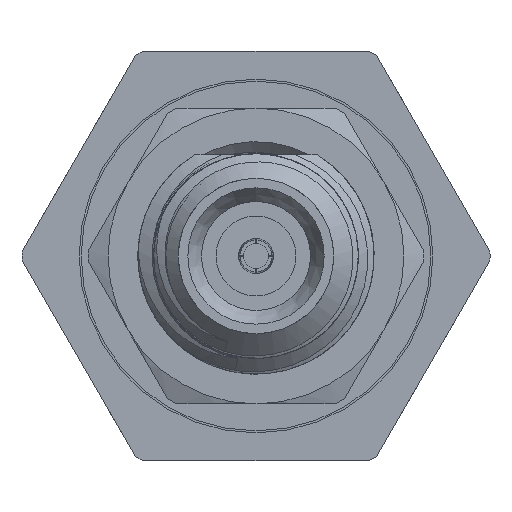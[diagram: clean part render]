
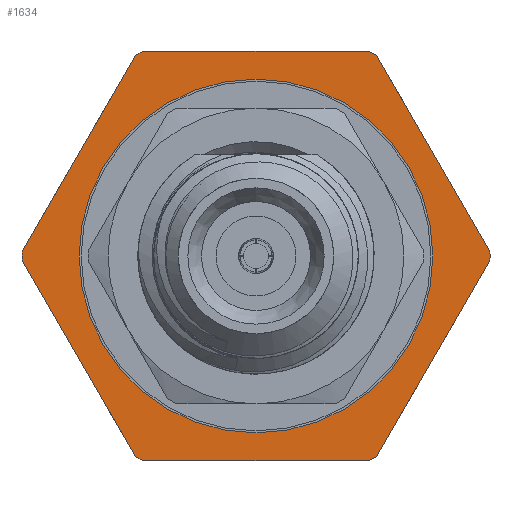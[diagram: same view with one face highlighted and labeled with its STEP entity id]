
A CAD part, left-side view. The second image highlights one B-rep face of the part: STEP entity #1634.
In plain terms, the highlighted planar face has unit normal (-1, 0, 0).
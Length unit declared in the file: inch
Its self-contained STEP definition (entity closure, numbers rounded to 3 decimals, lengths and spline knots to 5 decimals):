
#22 = CARTESIAN_POINT ( 'NONE',  ( 0.64743, 0.1871, -0.21654 ) ) ;
#110 = ORIENTED_EDGE ( 'NONE', *, *, #2307, .T. ) ;
#283 = LINE ( 'NONE', #439, #8214 ) ;
#313 = CARTESIAN_POINT ( 'NONE',  ( 0.64743, 0.12009, -0.21654 ) ) ;
#387 = ORIENTED_EDGE ( 'NONE', *, *, #977, .F. ) ;
#439 = CARTESIAN_POINT ( 'NONE',  ( 0.64743, -0.14075, -0.18928 ) ) ;
#453 = DIRECTION ( 'NONE',  ( 0., 0., 1. ) ) ;
#977 = EDGE_CURVE ( 'NONE', #14760, #11512, #10515, .T. ) ;
#1351 = AXIS2_PLACEMENT_3D ( 'NONE', #6554, #4033, #2020 ) ;
#1478 = CARTESIAN_POINT ( 'NONE',  ( 0.64743, 0., 0. ) ) ;
#1529 = CARTESIAN_POINT ( 'NONE',  ( 0.64743, 0.24757, -0.00427 ) ) ;
#1539 = CARTESIAN_POINT ( 'NONE',  ( 0.64743, 0., 0.1871 ) ) ;
#1601 = DIRECTION ( 'NONE',  ( 0., 1., 0. ) ) ;
#1634 = ADVANCED_FACE ( 'NONE', ( #15004, #7847 ), #9144, .F. ) ;
#1636 = DIRECTION ( 'NONE',  ( -1., 0., 0. ) ) ;
#1673 = CARTESIAN_POINT ( 'NONE',  ( 0.64743, 0.24757, 0.00427 ) ) ;
#1748 = ORIENTED_EDGE ( 'NONE', *, *, #3137, .T. ) ;
#1916 = ORIENTED_EDGE ( 'NONE', *, *, #8669, .F. ) ;
#1947 = CARTESIAN_POINT ( 'NONE',  ( 0.64743, -0.24757, -0.00427 ) ) ;
#2020 = DIRECTION ( 'NONE',  ( 0., 0., 1. ) ) ;
#2307 = EDGE_CURVE ( 'NONE', #8278, #12264, #6962, .T. ) ;
#2368 = CARTESIAN_POINT ( 'NONE',  ( 0.64743, -0.12009, 0.21654 ) ) ;
#2704 = ORIENTED_EDGE ( 'NONE', *, *, #12034, .T. ) ;
#2843 = CARTESIAN_POINT ( 'NONE',  ( 0.64743, -0.12748, -0.21226 ) ) ;
#2852 = VERTEX_POINT ( 'NONE', #5933 ) ;
#3037 = AXIS2_PLACEMENT_3D ( 'NONE', #7005, #13791, #3326 ) ;
#3137 = EDGE_CURVE ( 'NONE', #14760, #10390, #4764, .T. ) ;
#3171 = ORIENTED_EDGE ( 'NONE', *, *, #9235, .F. ) ;
#3326 = DIRECTION ( 'NONE',  ( 0., 0., -1. ) ) ;
#3654 = DIRECTION ( 'NONE',  ( 0., 0.5, -0.866 ) ) ;
#3764 = DIRECTION ( 'NONE',  ( 0., 0., 1. ) ) ;
#3784 = AXIS2_PLACEMENT_3D ( 'NONE', #1478, #1636, #4014 ) ;
#3823 = ORIENTED_EDGE ( 'NONE', *, *, #4212, .T. ) ;
#3846 = EDGE_CURVE ( 'NONE', #13381, #2852, #4992, .T. ) ;
#3957 = DIRECTION ( 'NONE',  ( -1., 0., 0. ) ) ;
#4005 = DIRECTION ( 'NONE',  ( 0., -0.5, -0.866 ) ) ;
#4014 = DIRECTION ( 'NONE',  ( 0., 0., 1. ) ) ;
#4033 = DIRECTION ( 'NONE',  ( -1., 0., 0. ) ) ;
#4048 = ORIENTED_EDGE ( 'NONE', *, *, #13086, .T. ) ;
#4212 = EDGE_CURVE ( 'NONE', #13381, #7744, #9935, .T. ) ;
#4228 = CARTESIAN_POINT ( 'NONE',  ( 0.64743, 0.12748, -0.21226 ) ) ;
#4561 = AXIS2_PLACEMENT_3D ( 'NONE', #5942, #3957, #6172 ) ;
#4562 = CARTESIAN_POINT ( 'NONE',  ( 0.64743, -0.24757, 0.00427 ) ) ;
#4764 = CIRCLE ( 'NONE', #8443, 0.2476 ) ;
#4982 = CARTESIAN_POINT ( 'NONE',  ( 0.64743, 0.12009, 0.21654 ) ) ;
#4990 = LINE ( 'NONE', #10961, #9425 ) ;
#4992 = LINE ( 'NONE', #14464, #7492 ) ;
#5167 = DIRECTION ( 'NONE',  ( 0., 0.5, 0.866 ) ) ;
#5318 = LINE ( 'NONE', #13483, #7706 ) ;
#5556 = CIRCLE ( 'NONE', #14078, 0.2476 ) ;
#5825 = EDGE_LOOP ( 'NONE', ( #7668 ) ) ;
#5933 = CARTESIAN_POINT ( 'NONE',  ( 0.64743, 0.12748, 0.21226 ) ) ;
#5942 = CARTESIAN_POINT ( 'NONE',  ( 0.64743, 0., 0. ) ) ;
#5965 = CARTESIAN_POINT ( 'NONE',  ( 0.64743, 0., 0. ) ) ;
#6130 = ORIENTED_EDGE ( 'NONE', *, *, #11819, .F. ) ;
#6146 = VERTEX_POINT ( 'NONE', #1539 ) ;
#6149 = CARTESIAN_POINT ( 'NONE',  ( 0.64743, -0.14075, 0.18928 ) ) ;
#6172 = DIRECTION ( 'NONE',  ( 0., 0., 1. ) ) ;
#6225 = LINE ( 'NONE', #6149, #11380 ) ;
#6554 = CARTESIAN_POINT ( 'NONE',  ( 0.64743, 0., 0. ) ) ;
#6962 = CIRCLE ( 'NONE', #7461, 0.2476 ) ;
#7005 = CARTESIAN_POINT ( 'NONE',  ( 0.64743, 0.1871, 0. ) ) ;
#7223 = CARTESIAN_POINT ( 'NONE',  ( 0.64743, 0., 0. ) ) ;
#7276 = CARTESIAN_POINT ( 'NONE',  ( 0.64743, 0., 0. ) ) ;
#7282 = DIRECTION ( 'NONE',  ( 0., 0., 1. ) ) ;
#7356 = DIRECTION ( 'NONE',  ( -1., 0., 0. ) ) ;
#7380 = DIRECTION ( 'NONE',  ( 0., -1., 0. ) ) ;
#7461 = AXIS2_PLACEMENT_3D ( 'NONE', #7223, #8604, #3764 ) ;
#7492 = VECTOR ( 'NONE', #8375, 39.37008 ) ;
#7668 = ORIENTED_EDGE ( 'NONE', *, *, #8620, .F. ) ;
#7706 = VECTOR ( 'NONE', #5167, 39.37008 ) ;
#7744 = VERTEX_POINT ( 'NONE', #1529 ) ;
#7847 = FACE_OUTER_BOUND ( 'NONE', #9346, .T. ) ;
#8214 = VECTOR ( 'NONE', #3654, 39.37008 ) ;
#8271 = CARTESIAN_POINT ( 'NONE',  ( 0.64743, 0., 0. ) ) ;
#8278 = VERTEX_POINT ( 'NONE', #1947 ) ;
#8375 = DIRECTION ( 'NONE',  ( 0., -0.5, 0.866 ) ) ;
#8424 = DIRECTION ( 'NONE',  ( 0., 0., 1. ) ) ;
#8443 = AXIS2_PLACEMENT_3D ( 'NONE', #5965, #7356, #7282 ) ;
#8604 = DIRECTION ( 'NONE',  ( -1., 0., 0. ) ) ;
#8620 = EDGE_CURVE ( 'NONE', #6146, #6146, #8927, .T. ) ;
#8669 = EDGE_CURVE ( 'NONE', #8931, #7744, #5318, .T. ) ;
#8927 = CIRCLE ( 'NONE', #3784, 0.1871 ) ;
#8931 = VERTEX_POINT ( 'NONE', #4228 ) ;
#9144 = PLANE ( 'NONE',  #3037 ) ;
#9235 = EDGE_CURVE ( 'NONE', #11551, #14877, #4990, .T. ) ;
#9340 = DIRECTION ( 'NONE',  ( -1., 0., 0. ) ) ;
#9346 = EDGE_LOOP ( 'NONE', ( #11034, #13614, #3823, #1916, #2704, #387, #1748, #6130, #110, #9646, #4048, #3171 ) ) ;
#9425 = VECTOR ( 'NONE', #7380, 39.37008 ) ;
#9646 = ORIENTED_EDGE ( 'NONE', *, *, #10879, .F. ) ;
#9935 = CIRCLE ( 'NONE', #12843, 0.2476 ) ;
#9937 = VECTOR ( 'NONE', #1601, 39.37008 ) ;
#10390 = VERTEX_POINT ( 'NONE', #2843 ) ;
#10515 = LINE ( 'NONE', #22, #9937 ) ;
#10715 = CARTESIAN_POINT ( 'NONE',  ( 0.64743, -0.12009, -0.21654 ) ) ;
#10879 = EDGE_CURVE ( 'NONE', #13428, #12264, #6225, .T. ) ;
#10961 = CARTESIAN_POINT ( 'NONE',  ( 0.64743, 0.1871, 0.21654 ) ) ;
#11034 = ORIENTED_EDGE ( 'NONE', *, *, #14766, .T. ) ;
#11149 = CIRCLE ( 'NONE', #4561, 0.2476 ) ;
#11380 = VECTOR ( 'NONE', #4005, 39.37008 ) ;
#11512 = VERTEX_POINT ( 'NONE', #313 ) ;
#11551 = VERTEX_POINT ( 'NONE', #4982 ) ;
#11819 = EDGE_CURVE ( 'NONE', #8278, #10390, #283, .T. ) ;
#12034 = EDGE_CURVE ( 'NONE', #8931, #11512, #13348, .T. ) ;
#12085 = DIRECTION ( 'NONE',  ( -1., 0., 0. ) ) ;
#12264 = VERTEX_POINT ( 'NONE', #4562 ) ;
#12843 = AXIS2_PLACEMENT_3D ( 'NONE', #7276, #12085, #453 ) ;
#13086 = EDGE_CURVE ( 'NONE', #13428, #14877, #11149, .T. ) ;
#13348 = CIRCLE ( 'NONE', #1351, 0.2476 ) ;
#13381 = VERTEX_POINT ( 'NONE', #1673 ) ;
#13428 = VERTEX_POINT ( 'NONE', #14367 ) ;
#13483 = CARTESIAN_POINT ( 'NONE',  ( 0.64743, 0.2343, -0.02725 ) ) ;
#13614 = ORIENTED_EDGE ( 'NONE', *, *, #3846, .F. ) ;
#13791 = DIRECTION ( 'NONE',  ( 1., 0., 0. ) ) ;
#14078 = AXIS2_PLACEMENT_3D ( 'NONE', #8271, #9340, #8424 ) ;
#14367 = CARTESIAN_POINT ( 'NONE',  ( 0.64743, -0.12748, 0.21226 ) ) ;
#14464 = CARTESIAN_POINT ( 'NONE',  ( 0.64743, 0.2343, 0.02725 ) ) ;
#14760 = VERTEX_POINT ( 'NONE', #10715 ) ;
#14766 = EDGE_CURVE ( 'NONE', #11551, #2852, #5556, .T. ) ;
#14877 = VERTEX_POINT ( 'NONE', #2368 ) ;
#15004 = FACE_BOUND ( 'NONE', #5825, .T. ) ;
